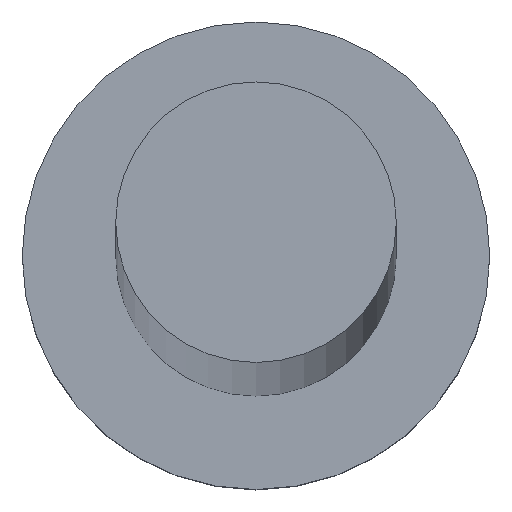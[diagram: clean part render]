
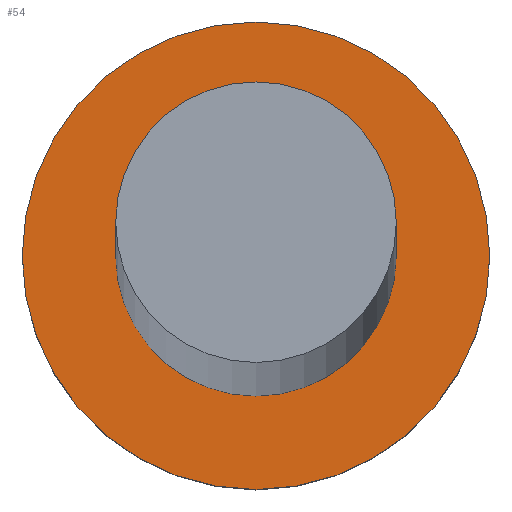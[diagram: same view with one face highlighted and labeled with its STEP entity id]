
A CAD part, top view. The second image highlights one B-rep face of the part: STEP entity #54.
In plain terms, the highlighted planar face has unit normal (0, 0, 1).
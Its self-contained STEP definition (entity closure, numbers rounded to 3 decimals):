
#10 = ORIENTED_EDGE ( 'NONE', *, *, #233, .T. ) ;
#18 = ORIENTED_EDGE ( 'NONE', *, *, #147, .T. ) ;
#23 = PLANE ( 'NONE',  #50 ) ;
#32 = EDGE_CURVE ( 'NONE', #123, #232, #66, .T. ) ;
#41 = AXIS2_PLACEMENT_3D ( 'NONE', #196, #116, #195 ) ;
#50 = AXIS2_PLACEMENT_3D ( 'NONE', #238, #241, #110 ) ;
#54 = ADVANCED_FACE ( 'NONE', ( #189, #160 ), #23, .T. ) ;
#55 = AXIS2_PLACEMENT_3D ( 'NONE', #64, #142, #242 ) ;
#62 = ORIENTED_EDGE ( 'NONE', *, *, #32, .F. ) ;
#64 = CARTESIAN_POINT ( 'NONE',  ( 0., 0., 1.5 ) ) ;
#66 = CIRCLE ( 'NONE', #162, 0.9 ) ;
#70 = CARTESIAN_POINT ( 'NONE',  ( -1.5, 0., 1.5 ) ) ;
#71 = DIRECTION ( 'NONE',  ( 1., 0., 0. ) ) ;
#74 = CARTESIAN_POINT ( 'NONE',  ( 0.9, 0., 1.5 ) ) ;
#76 = EDGE_CURVE ( 'NONE', #232, #123, #220, .T. ) ;
#77 = CARTESIAN_POINT ( 'NONE',  ( 1.5, 0., 1.5 ) ) ;
#79 = EDGE_LOOP ( 'NONE', ( #254, #62 ) ) ;
#81 = VERTEX_POINT ( 'NONE', #70 ) ;
#103 = CARTESIAN_POINT ( 'NONE',  ( 0., 0., 1.5 ) ) ;
#106 = EDGE_LOOP ( 'NONE', ( #18, #10 ) ) ;
#107 = CIRCLE ( 'NONE', #41, 1.5 ) ;
#110 = DIRECTION ( 'NONE',  ( 1., 0., 0. ) ) ;
#116 = DIRECTION ( 'NONE',  ( 0., 0., 1. ) ) ;
#121 = CARTESIAN_POINT ( 'NONE',  ( -0.9, 0., 1.5 ) ) ;
#123 = VERTEX_POINT ( 'NONE', #74 ) ;
#132 = CARTESIAN_POINT ( 'NONE',  ( 0., 0., 1.5 ) ) ;
#142 = DIRECTION ( 'NONE',  ( 0., 0., 1. ) ) ;
#147 = EDGE_CURVE ( 'NONE', #81, #193, #156, .T. ) ;
#156 = CIRCLE ( 'NONE', #228, 1.5 ) ;
#160 = FACE_OUTER_BOUND ( 'NONE', #106, .T. ) ;
#162 = AXIS2_PLACEMENT_3D ( 'NONE', #103, #182, #165 ) ;
#165 = DIRECTION ( 'NONE',  ( 1., 0., 0. ) ) ;
#182 = DIRECTION ( 'NONE',  ( 0., 0., 1. ) ) ;
#189 = FACE_BOUND ( 'NONE', #79, .T. ) ;
#193 = VERTEX_POINT ( 'NONE', #77 ) ;
#195 = DIRECTION ( 'NONE',  ( 1., 0., 0. ) ) ;
#196 = CARTESIAN_POINT ( 'NONE',  ( 0., 0., 1.5 ) ) ;
#220 = CIRCLE ( 'NONE', #55, 0.9 ) ;
#223 = DIRECTION ( 'NONE',  ( 0., 0., 1. ) ) ;
#228 = AXIS2_PLACEMENT_3D ( 'NONE', #132, #223, #71 ) ;
#232 = VERTEX_POINT ( 'NONE', #121 ) ;
#233 = EDGE_CURVE ( 'NONE', #193, #81, #107, .T. ) ;
#238 = CARTESIAN_POINT ( 'NONE',  ( 0., 0., 1.5 ) ) ;
#241 = DIRECTION ( 'NONE',  ( 0., 0., 1. ) ) ;
#242 = DIRECTION ( 'NONE',  ( 1., 0., 0. ) ) ;
#254 = ORIENTED_EDGE ( 'NONE', *, *, #76, .F. ) ;
